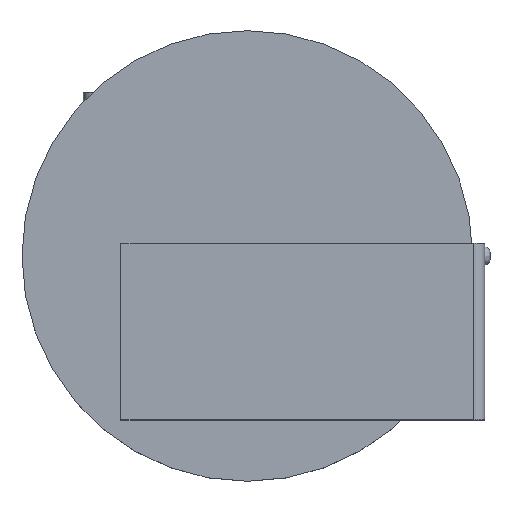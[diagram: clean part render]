
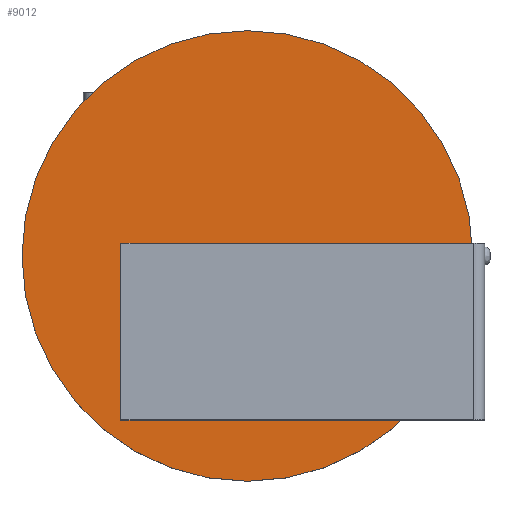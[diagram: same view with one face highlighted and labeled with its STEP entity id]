
A CAD part, top view. The second image highlights one B-rep face of the part: STEP entity #9012.
In plain terms, the highlighted planar face has unit normal (0, 0, 1).
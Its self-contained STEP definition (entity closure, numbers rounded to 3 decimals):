
#305 = EDGE_CURVE ( 'NONE', #7133, #9434, #1700, .T. ) ;
#386 = FACE_OUTER_BOUND ( 'NONE', #2303, .T. ) ;
#1209 = CARTESIAN_POINT ( 'NONE',  ( 0., 0., 3.16 ) ) ;
#1700 = CIRCLE ( 'NONE', #10230, 6.25 ) ;
#1812 = CARTESIAN_POINT ( 'NONE',  ( 0., 0., 3.16 ) ) ;
#2303 = EDGE_LOOP ( 'NONE', ( #2627, #2892 ) ) ;
#2430 = DIRECTION ( 'NONE',  ( 0., 1., 0. ) ) ;
#2613 = CARTESIAN_POINT ( 'NONE',  ( 0., 0., 3.16 ) ) ;
#2627 = ORIENTED_EDGE ( 'NONE', *, *, #11756, .F. ) ;
#2709 = DIRECTION ( 'NONE',  ( 0., 0., -1. ) ) ;
#2892 = ORIENTED_EDGE ( 'NONE', *, *, #305, .F. ) ;
#5193 = CARTESIAN_POINT ( 'NONE',  ( 0., 6.25, 3.16 ) ) ;
#5472 = AXIS2_PLACEMENT_3D ( 'NONE', #2613, #6584, #2430 ) ;
#6584 = DIRECTION ( 'NONE',  ( 0., 0., -1. ) ) ;
#7027 = DIRECTION ( 'NONE',  ( 0., 0., -1. ) ) ;
#7133 = VERTEX_POINT ( 'NONE', #9939 ) ;
#7488 = DIRECTION ( 'NONE',  ( 0., 1., 0. ) ) ;
#8024 = AXIS2_PLACEMENT_3D ( 'NONE', #1812, #2709, #7488 ) ;
#9012 = ADVANCED_FACE ( 'NONE', ( #386 ), #11504, .F. ) ;
#9434 = VERTEX_POINT ( 'NONE', #5193 ) ;
#9458 = CIRCLE ( 'NONE', #8024, 6.25 ) ;
#9939 = CARTESIAN_POINT ( 'NONE',  ( 0., -6.25, 3.16 ) ) ;
#10136 = DIRECTION ( 'NONE',  ( 0., 1., 0. ) ) ;
#10230 = AXIS2_PLACEMENT_3D ( 'NONE', #1209, #7027, #10136 ) ;
#11504 = PLANE ( 'NONE',  #5472 ) ;
#11756 = EDGE_CURVE ( 'NONE', #9434, #7133, #9458, .T. ) ;
